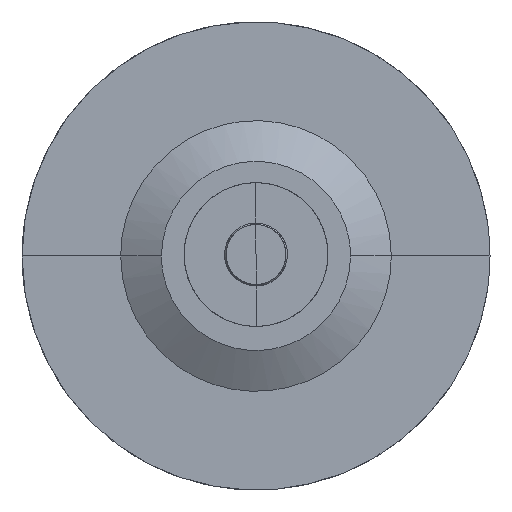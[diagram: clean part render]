
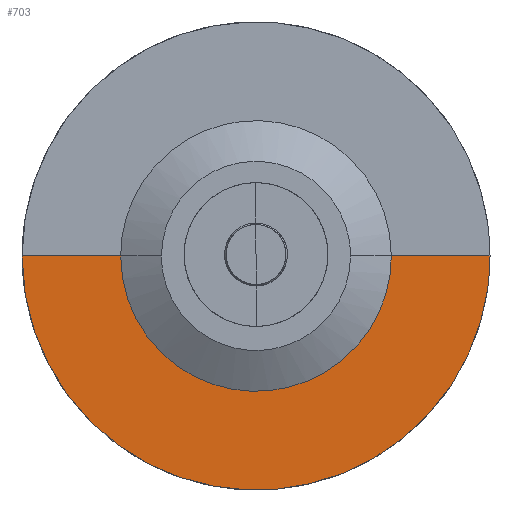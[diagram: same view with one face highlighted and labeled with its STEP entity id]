
A CAD part, top view. The second image highlights one B-rep face of the part: STEP entity #703.
In plain terms, the highlighted planar face has unit normal (0, 0, 1).
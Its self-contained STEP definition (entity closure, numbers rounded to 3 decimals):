
#703=ADVANCED_FACE('',(#909),#4274,.T.);
#909=FACE_OUTER_BOUND('',#1127,.T.);
#1127=EDGE_LOOP('',(#1914,#1915,#1916,#1917));
#1914=ORIENTED_EDGE('',*,*,#2661,.T.);
#1915=ORIENTED_EDGE('',*,*,#2666,.T.);
#1916=ORIENTED_EDGE('',*,*,#2662,.T.);
#1917=ORIENTED_EDGE('',*,*,#2658,.F.);
#2658=EDGE_CURVE('',#4047,#4048,#3517,.T.);
#2661=EDGE_CURVE('',#4047,#4050,#3520,.T.);
#2662=EDGE_CURVE('',#4051,#4048,#3521,.T.);
#2666=EDGE_CURVE('',#4050,#4051,#3525,.T.);
#3517=(
BOUNDED_CURVE()
B_SPLINE_CURVE(2,(#28657,#28658,#28659,#28660,#28661),.UNSPECIFIED.,.F.,
 .F.)
B_SPLINE_CURVE_WITH_KNOTS((3,2,3),(0.,404.823,809.646),
 .UNSPECIFIED.)
CURVE()
GEOMETRIC_REPRESENTATION_ITEM()
RATIONAL_B_SPLINE_CURVE((1.,0.707,1.,0.707,1.))
REPRESENTATION_ITEM('')
);
#3520=(
BOUNDED_CURVE()
B_SPLINE_CURVE(1,(#28669,#28670),.UNSPECIFIED.,.F.,.F.)
B_SPLINE_CURVE_WITH_KNOTS((2,2),(0.,147.588),.UNSPECIFIED.)
CURVE()
GEOMETRIC_REPRESENTATION_ITEM()
RATIONAL_B_SPLINE_CURVE((1.,1.))
REPRESENTATION_ITEM('')
);
#3521=(
BOUNDED_CURVE()
B_SPLINE_CURVE(1,(#28671,#28672),.UNSPECIFIED.,.F.,.F.)
B_SPLINE_CURVE_WITH_KNOTS((2,2),(0.,147.588),.UNSPECIFIED.)
CURVE()
GEOMETRIC_REPRESENTATION_ITEM()
RATIONAL_B_SPLINE_CURVE((1.,1.))
REPRESENTATION_ITEM('')
);
#3525=(
BOUNDED_CURVE()
B_SPLINE_CURVE(2,(#28682,#28683,#28684,#28685,#28686),.UNSPECIFIED.,.F.,
 .F.)
B_SPLINE_CURVE_WITH_KNOTS((3,2,3),(0.,700.,1400.),.UNSPECIFIED.)
CURVE()
GEOMETRIC_REPRESENTATION_ITEM()
RATIONAL_B_SPLINE_CURVE((1.,0.707,1.,0.707,1.))
REPRESENTATION_ITEM('')
);
#4047=VERTEX_POINT('',#28650);
#4048=VERTEX_POINT('',#28651);
#4050=VERTEX_POINT('',#28653);
#4051=VERTEX_POINT('',#28654);
#4274=PLANE('',#4485);
#4485=AXIS2_PLACEMENT_3D('',#28631,#4619,$);
#4619=DIRECTION('',(0.,0.,1.));
#28631=CARTESIAN_POINT('',(-350.,0.,-39.5));
#28650=CARTESIAN_POINT('',(-202.412,0.,-39.5));
#28651=CARTESIAN_POINT('',(202.412,0.,-39.5));
#28653=CARTESIAN_POINT('',(-350.,0.,-39.5));
#28654=CARTESIAN_POINT('',(350.,0.,-39.5));
#28657=CARTESIAN_POINT('',(-202.412,0.,-39.5));
#28658=CARTESIAN_POINT('',(-202.412,-202.412,-39.5));
#28659=CARTESIAN_POINT('',(0.,-202.412,-39.5));
#28660=CARTESIAN_POINT('',(202.412,-202.412,-39.5));
#28661=CARTESIAN_POINT('',(202.412,0.,-39.5));
#28669=CARTESIAN_POINT('',(-202.412,0.,-39.5));
#28670=CARTESIAN_POINT('',(-350.,0.,-39.5));
#28671=CARTESIAN_POINT('',(350.,0.,-39.5));
#28672=CARTESIAN_POINT('',(202.412,0.,-39.5));
#28682=CARTESIAN_POINT('',(-350.,0.,-39.5));
#28683=CARTESIAN_POINT('',(-350.,-350.,-39.5));
#28684=CARTESIAN_POINT('',(0.,-350.,-39.5));
#28685=CARTESIAN_POINT('',(350.,-350.,-39.5));
#28686=CARTESIAN_POINT('',(350.,0.,-39.5));
